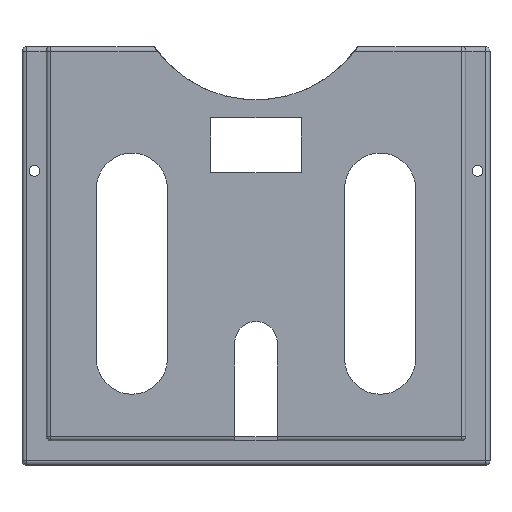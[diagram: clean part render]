
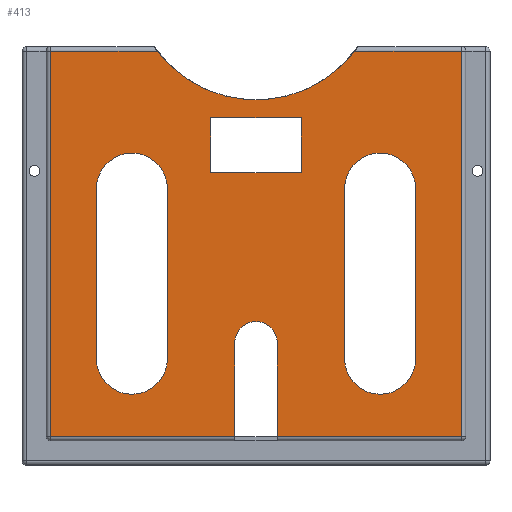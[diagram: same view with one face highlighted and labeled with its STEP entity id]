
A CAD part, top view. The second image highlights one B-rep face of the part: STEP entity #413.
In plain terms, the highlighted planar face has unit normal (0, 0, 1).
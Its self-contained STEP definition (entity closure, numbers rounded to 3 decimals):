
#413=ADVANCED_FACE('',(#1174,#1175,#1176,#1177),#1178,.T.);
#591=VERTEX_POINT('',#1424);
#595=VERTEX_POINT('',#1428);
#597=EDGE_CURVE('',#595,#591,#1430,.T.);
#627=VERTEX_POINT('',#1460);
#631=VERTEX_POINT('',#1464);
#633=EDGE_CURVE('',#631,#627,#1466,.T.);
#639=EDGE_CURVE('',#591,#631,#1472,.T.);
#675=VERTEX_POINT('',#1508);
#679=EDGE_CURVE('',#627,#675,#1512,.T.);
#681=VERTEX_POINT('',#1514);
#683=EDGE_CURVE('',#681,#595,#1516,.T.);
#691=VERTEX_POINT('',#1524);
#693=EDGE_CURVE('',#691,#675,#1526,.T.);
#695=VERTEX_POINT('',#1528);
#697=EDGE_CURVE('',#695,#691,#1530,.T.);
#699=VERTEX_POINT('',#1532);
#701=EDGE_CURVE('',#695,#699,#1534,.T.);
#703=VERTEX_POINT('',#1536);
#705=EDGE_CURVE('',#703,#699,#1538,.T.);
#707=EDGE_CURVE('',#681,#703,#1540,.T.);
#709=VERTEX_POINT('',#1542);
#711=VERTEX_POINT('',#1544);
#713=EDGE_CURVE('',#709,#711,#1546,.T.);
#715=VERTEX_POINT('',#1548);
#717=EDGE_CURVE('',#711,#715,#1550,.T.);
#719=VERTEX_POINT('',#1552);
#721=EDGE_CURVE('',#715,#719,#1554,.T.);
#723=EDGE_CURVE('',#719,#709,#1556,.T.);
#725=VERTEX_POINT('',#1558);
#727=VERTEX_POINT('',#1560);
#729=EDGE_CURVE('',#725,#727,#1562,.T.);
#731=VERTEX_POINT('',#1564);
#733=EDGE_CURVE('',#727,#731,#1566,.T.);
#735=VERTEX_POINT('',#1568);
#737=EDGE_CURVE('',#731,#735,#1570,.T.);
#739=EDGE_CURVE('',#735,#725,#1572,.T.);
#741=VERTEX_POINT('',#1574);
#743=VERTEX_POINT('',#1576);
#745=EDGE_CURVE('',#741,#743,#1578,.T.);
#747=VERTEX_POINT('',#1580);
#749=EDGE_CURVE('',#743,#747,#1582,.T.);
#751=VERTEX_POINT('',#1584);
#753=EDGE_CURVE('',#747,#751,#1586,.T.);
#755=EDGE_CURVE('',#751,#741,#1588,.T.);
#1174=FACE_OUTER_BOUND('',#1997,.T.);
#1175=FACE_BOUND('',#1998,.T.);
#1176=FACE_BOUND('',#1999,.T.);
#1177=FACE_BOUND('',#2000,.T.);
#1178=PLANE('',#2001);
#1424=CARTESIAN_POINT('',(120.0,69.0,32.5));
#1428=CARTESIAN_POINT('',(120.0,16.1,32.5));
#1430=LINE('',#2278,#2279);
#1460=CARTESIAN_POINT('',(144.0,16.1,32.5));
#1464=CARTESIAN_POINT('',(144.0,69.0,32.5));
#1466=LINE('',#2330,#2331);
#1472=CIRCLE('',#2341,12.0);
#1508=CARTESIAN_POINT('',(247.9,16.1,32.5));
#1512=LINE('',#2401,#2402);
#1514=CARTESIAN_POINT('',(16.1,16.1,32.5));
#1516=LINE('',#2407,#2408);
#1524=CARTESIAN_POINT('',(247.9,233.6,32.5));
#1526=LINE('',#2422,#2423);
#1528=CARTESIAN_POINT('',(187.698,233.6,32.5));
#1530=LINE('',#2428,#2429);
#1532=CARTESIAN_POINT('',(76.302,233.6,32.5));
#1534=CIRCLE('',#2434,70.0);
#1536=CARTESIAN_POINT('',(16.1,233.6,32.5));
#1538=LINE('',#2439,#2440);
#1540=LINE('',#2443,#2444);
#1542=CARTESIAN_POINT('',(157.5,165.0,32.5));
#1544=CARTESIAN_POINT('',(106.5,165.0,32.5));
#1546=LINE('',#2451,#2452);
#1548=CARTESIAN_POINT('',(106.5,196.0,32.5));
#1550=LINE('',#2457,#2458);
#1552=CARTESIAN_POINT('',(157.5,196.0,32.5));
#1554=LINE('',#2463,#2464);
#1556=LINE('',#2467,#2468);
#1558=CARTESIAN_POINT('',(82.0,156.0,32.5));
#1560=CARTESIAN_POINT('',(82.0,60.0,32.5));
#1562=LINE('',#2475,#2476);
#1564=CARTESIAN_POINT('',(42.0,60.0,32.5));
#1566=CIRCLE('',#2481,20.0);
#1568=CARTESIAN_POINT('',(42.0,156.0,32.5));
#1570=LINE('',#2486,#2487);
#1572=CIRCLE('',#2490,20.0);
#1574=CARTESIAN_POINT('',(222.0,156.0,32.5));
#1576=CARTESIAN_POINT('',(222.0,60.0,32.5));
#1578=LINE('',#2497,#2498);
#1580=CARTESIAN_POINT('',(182.0,60.0,32.5));
#1582=CIRCLE('',#2503,20.0);
#1584=CARTESIAN_POINT('',(182.0,156.0,32.5));
#1586=LINE('',#2508,#2509);
#1588=CIRCLE('',#2512,20.0);
#1997=EDGE_LOOP('',(#3247,#3248,#3249,#3250,#3251,#3252,#3253,#3254,#3255,#3256));
#1998=EDGE_LOOP('',(#3257,#3258,#3259,#3260));
#1999=EDGE_LOOP('',(#3261,#3262,#3263,#3264));
#2000=EDGE_LOOP('',(#3265,#3266,#3267,#3268));
#2001=AXIS2_PLACEMENT_3D('',#3269,#3270,#3271);
#2278=CARTESIAN_POINT('',(120.0,96.925,32.5));
#2279=VECTOR('',#3826,1.0);
#2330=CARTESIAN_POINT('',(144.0,68.925,32.5));
#2331=VECTOR('',#3844,1.0);
#2341=AXIS2_PLACEMENT_3D('',#3849,#3850,#3851);
#2401=CARTESIAN_POINT('',(16.1,16.1,32.5));
#2402=VECTOR('',#3869,1.0);
#2407=CARTESIAN_POINT('',(16.1,16.1,32.5));
#2408=VECTOR('',#3870,1.0);
#2422=CARTESIAN_POINT('',(247.9,233.6,32.5));
#2423=VECTOR('',#3875,1.0);
#2428=CARTESIAN_POINT('',(16.1,233.6,32.5));
#2429=VECTOR('',#3876,1.0);
#2434=AXIS2_PLACEMENT_3D('',#3877,#3878,#3879);
#2439=CARTESIAN_POINT('',(16.1,233.6,32.5));
#2440=VECTOR('',#3880,1.0);
#2443=CARTESIAN_POINT('',(16.1,16.1,32.5));
#2444=VECTOR('',#3881,1.0);
#2451=CARTESIAN_POINT('',(132.0,165.0,32.5));
#2452=VECTOR('',#3882,1.0);
#2457=CARTESIAN_POINT('',(106.5,152.675,32.5));
#2458=VECTOR('',#3883,1.0);
#2463=CARTESIAN_POINT('',(132.0,196.0,32.5));
#2464=VECTOR('',#3884,1.0);
#2467=CARTESIAN_POINT('',(157.5,152.675,32.5));
#2468=VECTOR('',#3885,1.0);
#2475=CARTESIAN_POINT('',(82.0,140.425,32.5));
#2476=VECTOR('',#3886,1.0);
#2481=AXIS2_PLACEMENT_3D('',#3887,#3888,#3889);
#2486=CARTESIAN_POINT('',(42.0,92.425,32.5));
#2487=VECTOR('',#3890,1.0);
#2490=AXIS2_PLACEMENT_3D('',#3891,#3892,#3893);
#2497=CARTESIAN_POINT('',(222.0,140.425,32.5));
#2498=VECTOR('',#3894,1.0);
#2503=AXIS2_PLACEMENT_3D('',#3895,#3896,#3897);
#2508=CARTESIAN_POINT('',(182.0,92.425,32.5));
#2509=VECTOR('',#3898,1.0);
#2512=AXIS2_PLACEMENT_3D('',#3899,#3900,#3901);
#3247=ORIENTED_EDGE('',*,*,#597,.T.);
#3248=ORIENTED_EDGE('',*,*,#639,.T.);
#3249=ORIENTED_EDGE('',*,*,#633,.T.);
#3250=ORIENTED_EDGE('',*,*,#679,.T.);
#3251=ORIENTED_EDGE('',*,*,#693,.F.);
#3252=ORIENTED_EDGE('',*,*,#697,.F.);
#3253=ORIENTED_EDGE('',*,*,#701,.T.);
#3254=ORIENTED_EDGE('',*,*,#705,.F.);
#3255=ORIENTED_EDGE('',*,*,#707,.F.);
#3256=ORIENTED_EDGE('',*,*,#683,.T.);
#3257=ORIENTED_EDGE('',*,*,#713,.T.);
#3258=ORIENTED_EDGE('',*,*,#717,.T.);
#3259=ORIENTED_EDGE('',*,*,#721,.T.);
#3260=ORIENTED_EDGE('',*,*,#723,.T.);
#3261=ORIENTED_EDGE('',*,*,#729,.T.);
#3262=ORIENTED_EDGE('',*,*,#733,.T.);
#3263=ORIENTED_EDGE('',*,*,#737,.T.);
#3264=ORIENTED_EDGE('',*,*,#739,.T.);
#3265=ORIENTED_EDGE('',*,*,#745,.T.);
#3266=ORIENTED_EDGE('',*,*,#749,.T.);
#3267=ORIENTED_EDGE('',*,*,#753,.T.);
#3268=ORIENTED_EDGE('',*,*,#755,.T.);
#3269=CARTESIAN_POINT('',(132.0,124.85,32.5));
#3270=DIRECTION('',(0.0,0.0,1.0));
#3271=DIRECTION('',(0.0,-1.0,0.0));
#3826=DIRECTION('',(0.0,1.0,0.0));
#3844=DIRECTION('',(0.0,-1.0,0.0));
#3849=CARTESIAN_POINT('',(132.0,69.0,32.5));
#3850=DIRECTION('',(0.0,0.0,-1.0));
#3851=DIRECTION('',(1.0,0.0,0.0));
#3869=DIRECTION('',(1.0,0.0,0.0));
#3870=DIRECTION('',(1.0,0.0,0.0));
#3875=DIRECTION('',(0.0,-1.0,0.0));
#3876=DIRECTION('',(1.0,0.0,0.0));
#3877=CARTESIAN_POINT('',(132.0,276.0,32.5));
#3878=DIRECTION('',(0.0,0.0,-1.0));
#3879=DIRECTION('',(1.0,0.0,0.0));
#3880=DIRECTION('',(1.0,0.0,0.0));
#3881=DIRECTION('',(0.0,1.0,0.0));
#3882=DIRECTION('',(-1.0,0.0,0.0));
#3883=DIRECTION('',(0.0,1.0,0.0));
#3884=DIRECTION('',(1.0,0.0,0.0));
#3885=DIRECTION('',(0.0,-1.0,0.0));
#3886=DIRECTION('',(0.0,-1.0,0.0));
#3887=CARTESIAN_POINT('',(62.0,60.0,32.5));
#3888=DIRECTION('',(0.0,0.0,-1.0));
#3889=DIRECTION('',(-1.0,0.,0.0));
#3890=DIRECTION('',(0.0,1.0,0.0));
#3891=CARTESIAN_POINT('',(62.0,156.0,32.5));
#3892=DIRECTION('',(0.0,0.0,-1.0));
#3893=DIRECTION('',(1.0,0.0,0.0));
#3894=DIRECTION('',(0.0,-1.0,0.0));
#3895=CARTESIAN_POINT('',(202.0,60.0,32.5));
#3896=DIRECTION('',(0.0,0.0,-1.0));
#3897=DIRECTION('',(-1.0,0.,0.0));
#3898=DIRECTION('',(0.0,1.0,0.0));
#3899=CARTESIAN_POINT('',(202.0,156.0,32.5));
#3900=DIRECTION('',(0.0,0.0,-1.0));
#3901=DIRECTION('',(1.0,0.0,0.0));
